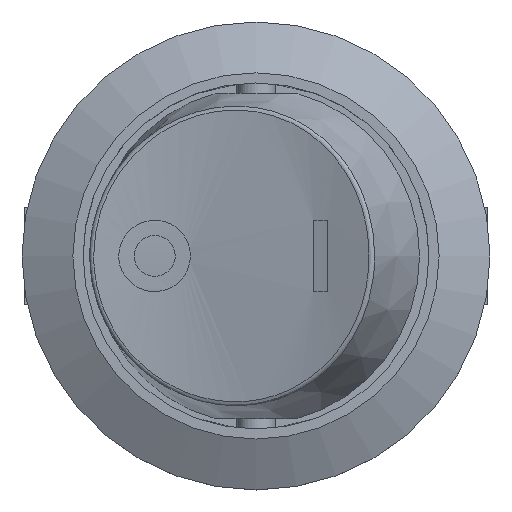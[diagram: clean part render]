
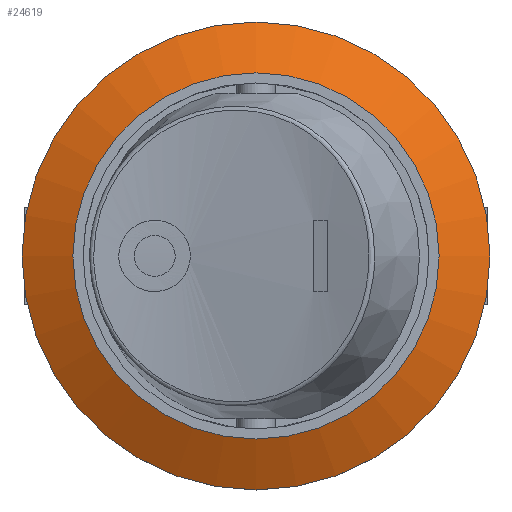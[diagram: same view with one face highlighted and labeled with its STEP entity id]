
A CAD part, top view. The second image highlights one B-rep face of the part: STEP entity #24619.
In plain terms, the highlighted conical face has half-angle 63.435 degrees and reference radius 10.25 mm.
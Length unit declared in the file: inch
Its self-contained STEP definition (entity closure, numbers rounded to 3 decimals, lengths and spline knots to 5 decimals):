
#18=CONICAL_SURFACE('',#25619,0.40354,1.107);
#1143=CIRCLE('',#25618,0.35433);
#1144=CIRCLE('',#25620,0.45276);
#2352=FACE_OUTER_BOUND('',#3679,.T.);
#3679=EDGE_LOOP('',(#21111,#21112,#21113,#21114));
#6349=LINE('',#41869,#9007);
#9007=VECTOR('',#30187,0.40354);
#11220=VERTEX_POINT('',#41864);
#11221=VERTEX_POINT('',#41867);
#14543=EDGE_CURVE('',#11220,#11220,#1143,.T.);
#14544=EDGE_CURVE('',#11221,#11221,#1144,.T.);
#14545=EDGE_CURVE('',#11221,#11220,#6349,.T.);
#21111=ORIENTED_EDGE('',*,*,#14544,.F.);
#21112=ORIENTED_EDGE('',*,*,#14545,.T.);
#21113=ORIENTED_EDGE('',*,*,#14543,.T.);
#21114=ORIENTED_EDGE('',*,*,#14545,.F.);
#24619=ADVANCED_FACE('',(#2352),#18,.T.);
#25618=AXIS2_PLACEMENT_3D('',#41865,#30181,#30182);
#25619=AXIS2_PLACEMENT_3D('',#41866,#30183,#30184);
#25620=AXIS2_PLACEMENT_3D('',#41868,#30185,#30186);
#30181=DIRECTION('center_axis',(0.,0.,-1.));
#30182=DIRECTION('ref_axis',(-1.,0.,0.));
#30183=DIRECTION('center_axis',(0.,0.,-1.));
#30184=DIRECTION('ref_axis',(-1.,0.,0.));
#30185=DIRECTION('center_axis',(0.,0.,-1.));
#30186=DIRECTION('ref_axis',(-1.,0.,0.));
#30187=DIRECTION('',(-0.894,0.,0.447));
#41864=CARTESIAN_POINT('',(0.35433,0.,0.64961));
#41865=CARTESIAN_POINT('Origin',(0.,0.,0.64961));
#41866=CARTESIAN_POINT('Origin',(0.,0.,0.625));
#41867=CARTESIAN_POINT('',(0.45276,0.,0.60039));
#41868=CARTESIAN_POINT('Origin',(0.,0.,0.60039));
#41869=CARTESIAN_POINT('',(0.40354,0.,0.625));
